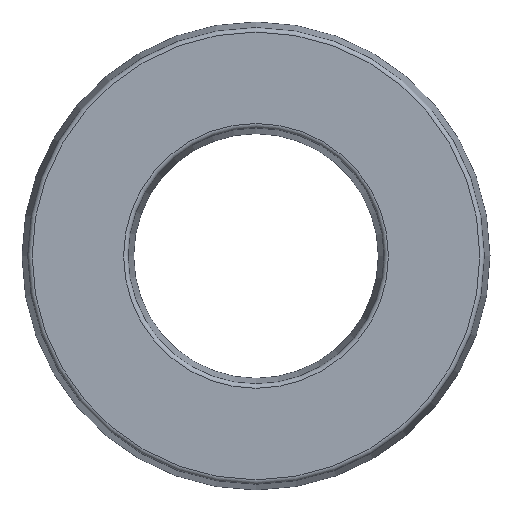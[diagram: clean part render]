
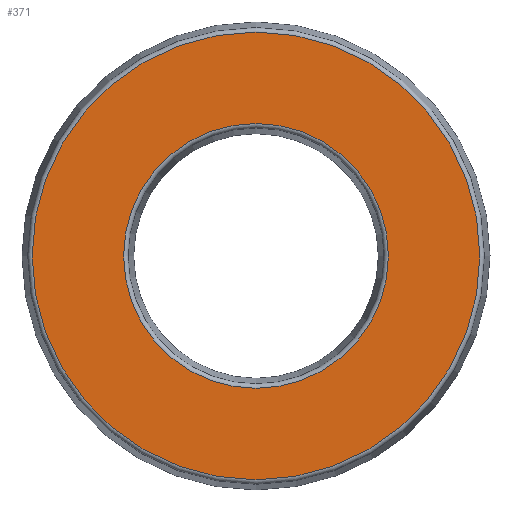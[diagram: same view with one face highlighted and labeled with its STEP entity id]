
A CAD part, top view. The second image highlights one B-rep face of the part: STEP entity #371.
In plain terms, the highlighted planar face has unit normal (0, 0, 1).
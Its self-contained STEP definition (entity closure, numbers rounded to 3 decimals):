
#15=FACE_BOUND('',#84,.T.);
#19=PLANE('',#459);
#63=FACE_OUTER_BOUND('',#83,.T.);
#83=EDGE_LOOP('',(#331,#332));
#84=EDGE_LOOP('',(#333,#334));
#99=CIRCLE('',#405,24.875);
#100=CIRCLE('',#406,24.875);
#101=CIRCLE('',#408,14.714);
#102=CIRCLE('',#409,14.714);
#145=VERTEX_POINT('',#625);
#146=VERTEX_POINT('',#627);
#147=VERTEX_POINT('',#631);
#148=VERTEX_POINT('',#632);
#187=EDGE_CURVE('',#146,#145,#99,.T.);
#188=EDGE_CURVE('',#145,#146,#100,.T.);
#189=EDGE_CURVE('',#147,#148,#101,.T.);
#190=EDGE_CURVE('',#148,#147,#102,.T.);
#331=ORIENTED_EDGE('',*,*,#187,.T.);
#332=ORIENTED_EDGE('',*,*,#188,.T.);
#333=ORIENTED_EDGE('',*,*,#189,.T.);
#334=ORIENTED_EDGE('',*,*,#190,.T.);
#371=ADVANCED_FACE('',(#63,#15),#19,.F.);
#405=AXIS2_PLACEMENT_3D('',#628,#485,#486);
#406=AXIS2_PLACEMENT_3D('',#629,#487,#488);
#408=AXIS2_PLACEMENT_3D('',#633,#491,#492);
#409=AXIS2_PLACEMENT_3D('',#634,#493,#494);
#459=AXIS2_PLACEMENT_3D('',#722,#601,#602);
#485=DIRECTION('center_axis',(0.,0.,1.));
#486=DIRECTION('ref_axis',(-1.,0.,0.));
#487=DIRECTION('center_axis',(0.,0.,1.));
#488=DIRECTION('ref_axis',(-1.,0.,0.));
#491=DIRECTION('center_axis',(0.,0.,-1.));
#492=DIRECTION('ref_axis',(-1.,0.,0.));
#493=DIRECTION('center_axis',(0.,0.,-1.));
#494=DIRECTION('ref_axis',(-1.,0.,0.));
#601=DIRECTION('center_axis',(0.,0.,-1.));
#602=DIRECTION('ref_axis',(-1.,0.,0.));
#625=CARTESIAN_POINT('',(24.875,0.,0.));
#627=CARTESIAN_POINT('',(-24.875,0.,0.));
#628=CARTESIAN_POINT('Origin',(0.,0.,0.));
#629=CARTESIAN_POINT('Origin',(0.,0.,0.));
#631=CARTESIAN_POINT('',(-14.714,0.,0.));
#632=CARTESIAN_POINT('',(14.714,0.,0.));
#633=CARTESIAN_POINT('Origin',(0.,0.,0.));
#634=CARTESIAN_POINT('Origin',(0.,0.,0.));
#722=CARTESIAN_POINT('Origin',(-14.295,0.,0.));
